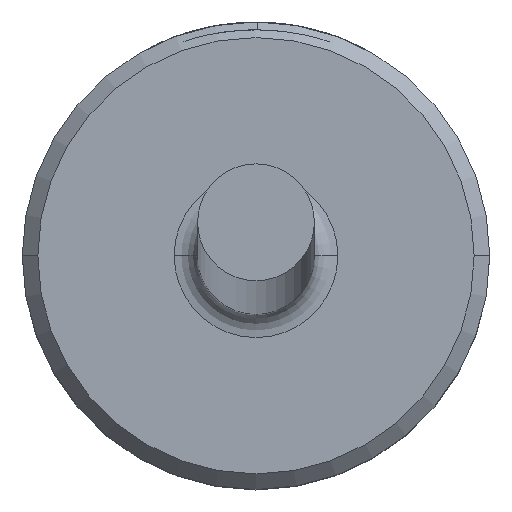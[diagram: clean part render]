
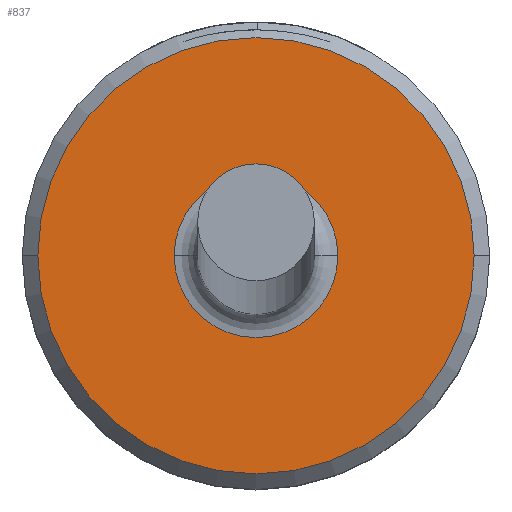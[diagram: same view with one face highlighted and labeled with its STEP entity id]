
A CAD part, top view. The second image highlights one B-rep face of the part: STEP entity #837.
In plain terms, the highlighted planar face has unit normal (0, 0, 1).
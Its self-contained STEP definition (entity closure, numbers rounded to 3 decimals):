
#29 = DIRECTION ( 'NONE',  ( 0., 0., 1. ) ) ;
#50 = CARTESIAN_POINT ( 'NONE',  ( 1.05, 0., 4. ) ) ;
#57 = DIRECTION ( 'NONE',  ( -1., 0., 0. ) ) ;
#76 = EDGE_CURVE ( 'NONE', #1028, #1086, #188, .T. ) ;
#112 = AXIS2_PLACEMENT_3D ( 'NONE', #1130, #620, #57 ) ;
#118 = CIRCLE ( 'NONE', #433, 2.8 ) ;
#174 = FACE_OUTER_BOUND ( 'NONE', #292, .T. ) ;
#188 = CIRCLE ( 'NONE', #953, 1.05 ) ;
#196 = PLANE ( 'NONE',  #374 ) ;
#205 = ORIENTED_EDGE ( 'NONE', *, *, #640, .T. ) ;
#273 = CARTESIAN_POINT ( 'NONE',  ( 2.8, 0., 4. ) ) ;
#292 = EDGE_LOOP ( 'NONE', ( #205, #1004 ) ) ;
#374 = AXIS2_PLACEMENT_3D ( 'NONE', #387, #1009, #488 ) ;
#387 = CARTESIAN_POINT ( 'NONE',  ( 0., 0., 4. ) ) ;
#425 = FACE_BOUND ( 'NONE', #1103, .T. ) ;
#433 = AXIS2_PLACEMENT_3D ( 'NONE', #596, #29, #681 ) ;
#439 = CIRCLE ( 'NONE', #112, 1.05 ) ;
#488 = DIRECTION ( 'NONE',  ( 1., 0., 0. ) ) ;
#524 = CIRCLE ( 'NONE', #583, 2.8 ) ;
#552 = DIRECTION ( 'NONE',  ( 0., 0., 1. ) ) ;
#583 = AXIS2_PLACEMENT_3D ( 'NONE', #1063, #552, #1147 ) ;
#589 = ORIENTED_EDGE ( 'NONE', *, *, #1040, .T. ) ;
#596 = CARTESIAN_POINT ( 'NONE',  ( 0., 0., 4. ) ) ;
#620 = DIRECTION ( 'NONE',  ( 0., 0., -1. ) ) ;
#640 = EDGE_CURVE ( 'NONE', #899, #755, #524, .T. ) ;
#681 = DIRECTION ( 'NONE',  ( 1., 0., 0. ) ) ;
#755 = VERTEX_POINT ( 'NONE', #273 ) ;
#837 = ADVANCED_FACE ( 'NONE', ( #174, #425 ), #196, .T. ) ;
#870 = EDGE_CURVE ( 'NONE', #755, #899, #118, .T. ) ;
#881 = CARTESIAN_POINT ( 'NONE',  ( -1.05, 0., 4. ) ) ;
#899 = VERTEX_POINT ( 'NONE', #925 ) ;
#925 = CARTESIAN_POINT ( 'NONE',  ( -2.8, 0., 4. ) ) ;
#953 = AXIS2_PLACEMENT_3D ( 'NONE', #1081, #1078, #1068 ) ;
#1004 = ORIENTED_EDGE ( 'NONE', *, *, #870, .T. ) ;
#1009 = DIRECTION ( 'NONE',  ( 0., 0., 1. ) ) ;
#1020 = ORIENTED_EDGE ( 'NONE', *, *, #76, .T. ) ;
#1028 = VERTEX_POINT ( 'NONE', #50 ) ;
#1040 = EDGE_CURVE ( 'NONE', #1086, #1028, #439, .T. ) ;
#1063 = CARTESIAN_POINT ( 'NONE',  ( 0., 0., 4. ) ) ;
#1068 = DIRECTION ( 'NONE',  ( -1., 0., 0. ) ) ;
#1078 = DIRECTION ( 'NONE',  ( 0., 0., -1. ) ) ;
#1081 = CARTESIAN_POINT ( 'NONE',  ( 0., 0., 4. ) ) ;
#1086 = VERTEX_POINT ( 'NONE', #881 ) ;
#1103 = EDGE_LOOP ( 'NONE', ( #589, #1020 ) ) ;
#1130 = CARTESIAN_POINT ( 'NONE',  ( 0., 0., 4. ) ) ;
#1147 = DIRECTION ( 'NONE',  ( 1., 0., 0. ) ) ;
